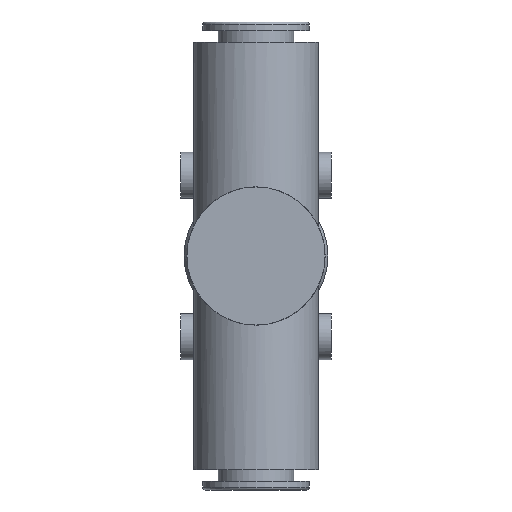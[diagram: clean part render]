
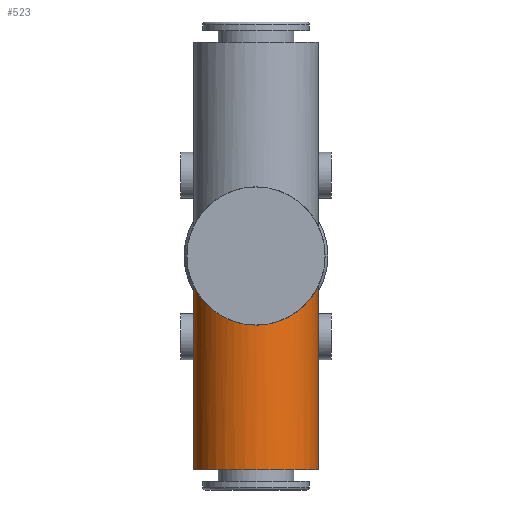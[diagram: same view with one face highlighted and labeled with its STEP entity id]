
A CAD part, front view. The second image highlights one B-rep face of the part: STEP entity #523.
In plain terms, the highlighted cylindrical face has radius 10.85 mm (diameter 21.7 mm), a partial arc.
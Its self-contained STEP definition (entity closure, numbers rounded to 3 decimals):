
#238 = VERTEX_POINT ( 'NONE', #1535 ) ;
#242 = VERTEX_POINT ( 'NONE', #1520 ) ;
#249 = EDGE_CURVE ( 'NONE', #252, #307, #2914, .T. ) ;
#252 = VERTEX_POINT ( 'NONE', #3261 ) ;
#294 = VERTEX_POINT ( 'NONE', #3191 ) ;
#307 = VERTEX_POINT ( 'NONE', #3041 ) ;
#309 = EDGE_CURVE ( 'NONE', #242, #252, #3227, .T. ) ;
#377 = EDGE_CURVE ( 'NONE', #294, #238, #1769, .T. ) ;
#520 = ORIENTED_EDGE ( 'NONE', *, *, #531, .T. ) ;
#522 = ORIENTED_EDGE ( 'NONE', *, *, #309, .T. ) ;
#523 = ADVANCED_FACE ( 'NONE', ( #2108 ), #2109, .T. ) ;
#524 = ORIENTED_EDGE ( 'NONE', *, *, #377, .F. ) ;
#527 = EDGE_CURVE ( 'NONE', #294, #242, #2082, .T. ) ;
#531 = EDGE_CURVE ( 'NONE', #307, #238, #2138, .T. ) ;
#532 = EDGE_LOOP ( 'NONE', ( #524, #685, #522, #688, #520 ) ) ;
#685 = ORIENTED_EDGE ( 'NONE', *, *, #527, .T. ) ;
#688 = ORIENTED_EDGE ( 'NONE', *, *, #249, .T. ) ;
#1520 = CARTESIAN_POINT ( 'NONE',  ( 10.85, 0., -37.15 ) ) ;
#1535 = CARTESIAN_POINT ( 'NONE',  ( -10.85, 0., -5.126 ) ) ;
#1760 = DIRECTION ( 'NONE',  ( 0., 0., 1. ) ) ;
#1761 = VECTOR ( 'NONE', #1760, 1000. ) ;
#1768 = CARTESIAN_POINT ( 'NONE',  ( -10.85, 0., 40.65 ) ) ;
#1769 = LINE ( 'NONE', #1768, #1761 ) ;
#2082 = CIRCLE ( 'NONE', #2150, 10.85 ) ;
#2096 = CARTESIAN_POINT ( 'NONE',  ( 0., 0., 40.65 ) ) ;
#2108 = FACE_OUTER_BOUND ( 'NONE', #532, .T. ) ;
#2109 = CYLINDRICAL_SURFACE ( 'NONE', #2164, 10.85 ) ;
#2110 = CARTESIAN_POINT ( 'NONE',  ( -3.037, -10.423, -11.615 ) ) ;
#2111 = CARTESIAN_POINT ( 'NONE',  ( -2.673, -10.522, -11.705 ) ) ;
#2112 = CARTESIAN_POINT ( 'NONE',  ( -1.93, -10.684, -11.85 ) ) ;
#2113 = CARTESIAN_POINT ( 'NONE',  ( -1.55, -10.746, -11.906 ) ) ;
#2114 = CARTESIAN_POINT ( 'NONE',  ( -0.776, -10.829, -11.981 ) ) ;
#2115 = CARTESIAN_POINT ( 'NONE',  ( -0.386, -10.85, -12. ) ) ;
#2116 = CARTESIAN_POINT ( 'NONE',  ( 0., -10.85, -12. ) ) ;
#2138 = B_SPLINE_CURVE_WITH_KNOTS ( 'NONE', 3,
 ( #2116, #2115, #2114, #2113, #2112, #2111, #2110, #2189, #2188, #2187, #2186, #2185, #2184, #2183, #2182, #2181, #2180, #2179, #2178, #2177, #2176, #2175, #2174, #2173, #2172, #2171, #2170, #2169, #2168, #2167 ),
 .UNSPECIFIED., .F., .F.,
 ( 4, 2, 2, 2, 2, 2, 2, 2, 2, 2, 2, 2, 2, 2, 4 ),
 ( 0.019, 0.02, 0.021, 0.022, 0.023, 0.024, 0.026, 0.028, 0.029, 0.03, 0.033, 0.034, 0.035, 0.036, 0.037 ),
 .UNSPECIFIED. ) ;
#2147 = DIRECTION ( 'NONE',  ( 1., 0., 0. ) ) ;
#2148 = DIRECTION ( 'NONE',  ( 0., 0., 1. ) ) ;
#2149 = CARTESIAN_POINT ( 'NONE',  ( 0., 0., -37.15 ) ) ;
#2150 = AXIS2_PLACEMENT_3D ( 'NONE', #2149, #2148, #2147 ) ;
#2151 = DIRECTION ( 'NONE',  ( 1., 0., 0. ) ) ;
#2152 = DIRECTION ( 'NONE',  ( 0., 0., 1. ) ) ;
#2164 = AXIS2_PLACEMENT_3D ( 'NONE', #2096, #2152, #2151 ) ;
#2167 = CARTESIAN_POINT ( 'NONE',  ( -10.85, 0., -5.126 ) ) ;
#2168 = CARTESIAN_POINT ( 'NONE',  ( -10.85, -0.389, -5.126 ) ) ;
#2169 = CARTESIAN_POINT ( 'NONE',  ( -10.829, -0.776, -5.171 ) ) ;
#2170 = CARTESIAN_POINT ( 'NONE',  ( -10.747, -1.54, -5.339 ) ) ;
#2171 = CARTESIAN_POINT ( 'NONE',  ( -10.688, -1.906, -5.459 ) ) ;
#2172 = CARTESIAN_POINT ( 'NONE',  ( -10.537, -2.614, -5.745 ) ) ;
#2173 = CARTESIAN_POINT ( 'NONE',  ( -10.444, -2.959, -5.912 ) ) ;
#2174 = CARTESIAN_POINT ( 'NONE',  ( -10.235, -3.619, -6.269 ) ) ;
#2175 = CARTESIAN_POINT ( 'NONE',  ( -10.117, -3.935, -6.458 ) ) ;
#2176 = CARTESIAN_POINT ( 'NONE',  ( -9.726, -4.854, -7.044 ) ) ;
#2177 = CARTESIAN_POINT ( 'NONE',  ( -9.417, -5.429, -7.458 ) ) ;
#2178 = CARTESIAN_POINT ( 'NONE',  ( -8.875, -6.25, -8.081 ) ) ;
#2179 = CARTESIAN_POINT ( 'NONE',  ( -8.68, -6.518, -8.291 ) ) ;
#2180 = CARTESIAN_POINT ( 'NONE',  ( -8.269, -7.033, -8.701 ) ) ;
#2181 = CARTESIAN_POINT ( 'NONE',  ( -8.051, -7.281, -8.903 ) ) ;
#2182 = CARTESIAN_POINT ( 'NONE',  ( -7.362, -7.997, -9.496 ) ) ;
#2183 = CARTESIAN_POINT ( 'NONE',  ( -6.854, -8.44, -9.872 ) ) ;
#2184 = CARTESIAN_POINT ( 'NONE',  ( -6.003, -9.045, -10.396 ) ) ;
#2185 = CARTESIAN_POINT ( 'NONE',  ( -5.704, -9.237, -10.563 ) ) ;
#2186 = CARTESIAN_POINT ( 'NONE',  ( -5.086, -9.591, -10.874 ) ) ;
#2187 = CARTESIAN_POINT ( 'NONE',  ( -4.765, -9.754, -11.019 ) ) ;
#2188 = CARTESIAN_POINT ( 'NONE',  ( -4.099, -10.053, -11.284 ) ) ;
#2189 = CARTESIAN_POINT ( 'NONE',  ( -3.751, -10.188, -11.405 ) ) ;
#2914 = B_SPLINE_CURVE_WITH_KNOTS ( 'NONE', 3,
 ( #3254, #3253, #3252, #3251, #3250, #3249, #3248, #3247, #3246, #3245, #3244, #3243, #3242, #3241, #3240, #3239, #3238, #3237, #3236, #3235, #3234, #3233, #3232, #3231, #3230, #3229, #3228, #3017 ),
 .UNSPECIFIED., .F., .F.,
 ( 4, 2, 2, 2, 2, 2, 2, 2, 2, 2, 2, 2, 2, 4 ),
 ( 0., 0.001, 0.002, 0.003, 0.005, 0.007, 0.009, 0.01, 0.012, 0.013, 0.014, 0.016, 0.017, 0.019 ),
 .UNSPECIFIED. ) ;
#3017 = CARTESIAN_POINT ( 'NONE',  ( 0., -10.85, -12. ) ) ;
#3041 = CARTESIAN_POINT ( 'NONE',  ( 0., -10.85, -12. ) ) ;
#3191 = CARTESIAN_POINT ( 'NONE',  ( -10.85, 0., -37.15 ) ) ;
#3224 = DIRECTION ( 'NONE',  ( 0., 0., 1. ) ) ;
#3225 = VECTOR ( 'NONE', #3224, 1000. ) ;
#3226 = CARTESIAN_POINT ( 'NONE',  ( 10.85, 0., 40.65 ) ) ;
#3227 = LINE ( 'NONE', #3226, #3225 ) ;
#3228 = CARTESIAN_POINT ( 'NONE',  ( 0.387, -10.85, -12. ) ) ;
#3229 = CARTESIAN_POINT ( 'NONE',  ( 0.772, -10.829, -11.981 ) ) ;
#3230 = CARTESIAN_POINT ( 'NONE',  ( 1.539, -10.747, -11.907 ) ) ;
#3231 = CARTESIAN_POINT ( 'NONE',  ( 1.924, -10.685, -11.851 ) ) ;
#3232 = CARTESIAN_POINT ( 'NONE',  ( 3.049, -10.441, -11.631 ) ) ;
#3233 = CARTESIAN_POINT ( 'NONE',  ( 3.756, -10.206, -11.42 ) ) ;
#3234 = CARTESIAN_POINT ( 'NONE',  ( 4.76, -9.757, -11.021 ) ) ;
#3235 = CARTESIAN_POINT ( 'NONE',  ( 5.085, -9.591, -10.875 ) ) ;
#3236 = CARTESIAN_POINT ( 'NONE',  ( 5.703, -9.237, -10.564 ) ) ;
#3237 = CARTESIAN_POINT ( 'NONE',  ( 5.998, -9.048, -10.399 ) ) ;
#3238 = CARTESIAN_POINT ( 'NONE',  ( 6.562, -8.648, -10.053 ) ) ;
#3239 = CARTESIAN_POINT ( 'NONE',  ( 6.831, -8.437, -9.871 ) ) ;
#3240 = CARTESIAN_POINT ( 'NONE',  ( 7.346, -7.992, -9.494 ) ) ;
#3241 = CARTESIAN_POINT ( 'NONE',  ( 7.592, -7.758, -9.298 ) ) ;
#3242 = CARTESIAN_POINT ( 'NONE',  ( 8.287, -7.035, -8.701 ) ) ;
#3243 = CARTESIAN_POINT ( 'NONE',  ( 8.694, -6.524, -8.289 ) ) ;
#3244 = CARTESIAN_POINT ( 'NONE',  ( 9.412, -5.437, -7.464 ) ) ;
#3245 = CARTESIAN_POINT ( 'NONE',  ( 9.724, -4.86, -7.048 ) ) ;
#3246 = CARTESIAN_POINT ( 'NONE',  ( 10.119, -3.93, -6.455 ) ) ;
#3247 = CARTESIAN_POINT ( 'NONE',  ( 10.237, -3.612, -6.265 ) ) ;
#3248 = CARTESIAN_POINT ( 'NONE',  ( 10.446, -2.954, -5.91 ) ) ;
#3249 = CARTESIAN_POINT ( 'NONE',  ( 10.536, -2.615, -5.745 ) ) ;
#3250 = CARTESIAN_POINT ( 'NONE',  ( 10.688, -1.905, -5.459 ) ) ;
#3251 = CARTESIAN_POINT ( 'NONE',  ( 10.748, -1.533, -5.338 ) ) ;
#3252 = CARTESIAN_POINT ( 'NONE',  ( 10.829, -0.78, -5.172 ) ) ;
#3253 = CARTESIAN_POINT ( 'NONE',  ( 10.85, -0.395, -5.126 ) ) ;
#3254 = CARTESIAN_POINT ( 'NONE',  ( 10.85, 0., -5.126 ) ) ;
#3261 = CARTESIAN_POINT ( 'NONE',  ( 10.85, 0., -5.126 ) ) ;
